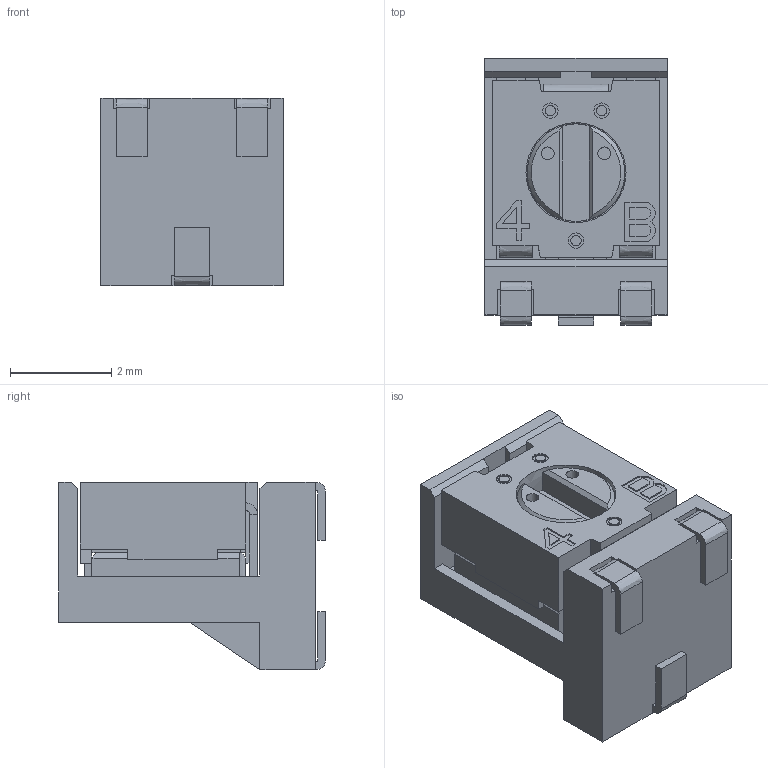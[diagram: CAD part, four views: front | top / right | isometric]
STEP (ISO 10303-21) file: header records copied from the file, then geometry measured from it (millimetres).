
FILE_DESCRIPTION((''),'2;1');
FILE_NAME('7813S_ASM','2012-03-27T',('minhn'),('Bourns, Inc.'),'PRO/ENGINEER BY PARAMETRIC TECHNOLOGY CORPORATION, 2001200','PRO/ENGINEER BY PARAMETRIC TECHNOLOGY CORPORATION, 2001200','');
FILE_SCHEMA(('AUTOMOTIVE_DESIGN_CC2 { 1 2 10303 214 -1 1 5 2 }'));
Length unit declared in the file: inch
Products named in the file (3): 3313S_HSG; 3313S_ADAPT_ASM; 7813S_ASM
Assembly tree (2 placements, depth 3):
  7813S_ASM
    3313S_ADAPT_ASM
      3313S_HSG
Bounding box: 3.61 x 5.28 x 3.71 mm (x, y, z)
Volume: 46.1 mm3; surface area: 185.9 mm2
Topology: 1 solids, 4 shells, 447 faces, 1232 edges, 785 vertices
Faces by surface type: bspline 447
Entity records: 18964 total; most frequent: CARTESIAN_POINT 5099, ORIENTED_EDGE 2464, DIRECTION 1399, PRESENTATION_STYLE_ASSIGNMENT 1233, STYLED_ITEM 1233, CURVE_STYLE 1232, EDGE_CURVE 1232, VECTOR 1041
